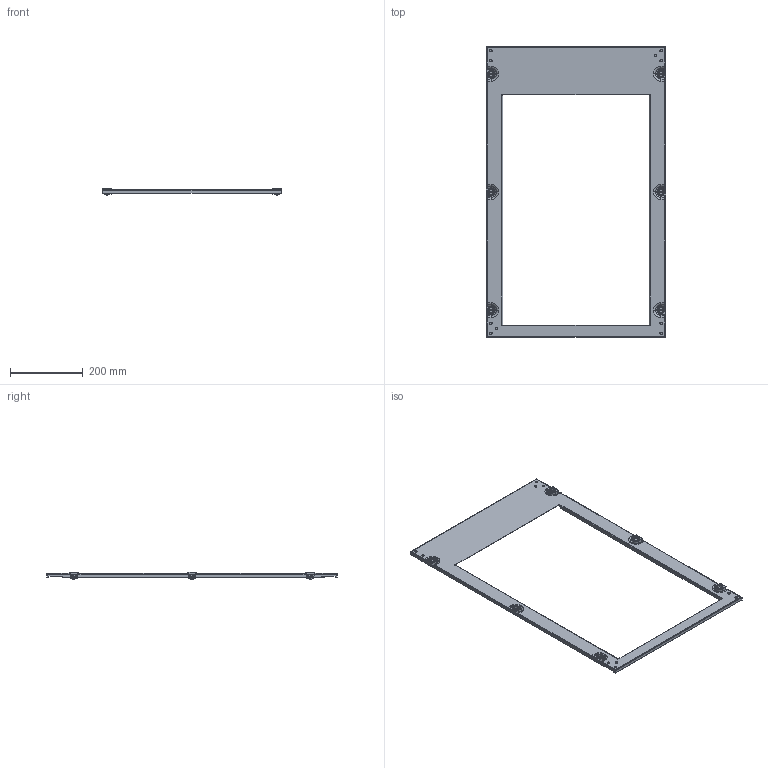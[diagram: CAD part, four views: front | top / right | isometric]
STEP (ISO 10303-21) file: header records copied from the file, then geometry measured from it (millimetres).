
FILE_DESCRIPTION(('STEP AP214'),'1');
FILE_NAME('cctmp_AD0240C6-C195-4EAD-9DCB-BBB089AED82A_2023_03_28_21_51_46_0616..stp','2023-03-28T19:51:48',('SIEMENS A&D'),('CADClick - www.CADClick.com'),'Spatial InterOp 3D postprocessed',' ','unknown authorization');
FILE_SCHEMA(('AUTOMOTIVE_DESIGN'));
Length unit declared in the file: millimetre
Products named in the file (8): cc_unnamed; 2023_03_28_21_51_46_0553; 2023_03_28_21_51_46_0549; 2023_03_28_21_51_46_0546; 2023_03_28_21_51_46_0542; 2023_03_28_21_51_46_0538; 2023_03_28_21_51_46_0534; 2023_03_28_21_51_46_0530
Assembly tree (7 placements, depth 2):
  cc_unnamed
    2023_03_28_21_51_46_0553
    2023_03_28_21_51_46_0549
    2023_03_28_21_51_46_0546
    2023_03_28_21_51_46_0542
    2023_03_28_21_51_46_0538
    2023_03_28_21_51_46_0534
    2023_03_28_21_51_46_0530
Bounding box: 494.8 x 799 x 21.1 mm (x, y, z)
Volume: 196385.9 mm3; surface area: 367807.5 mm2
Topology: 7 solids, 7 shells, 1900 faces, 4960 edges, 3040 vertices
Faces by surface type: plane 922, cylinder 592, torus 174, sphere 78, cone 72, bspline 62
Entity records: 70268 total; most frequent: CARTESIAN_POINT 17817, DIRECTION 9856, ORIENTED_EDGE 9740, EDGE_CURVE 4870, AXIS2_PLACEMENT_3D 3474, VERTEX_POINT 3040, LINE 2908, VECTOR 2908
